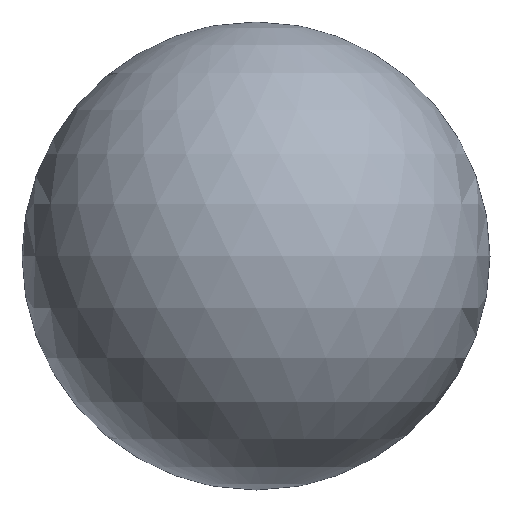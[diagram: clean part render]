
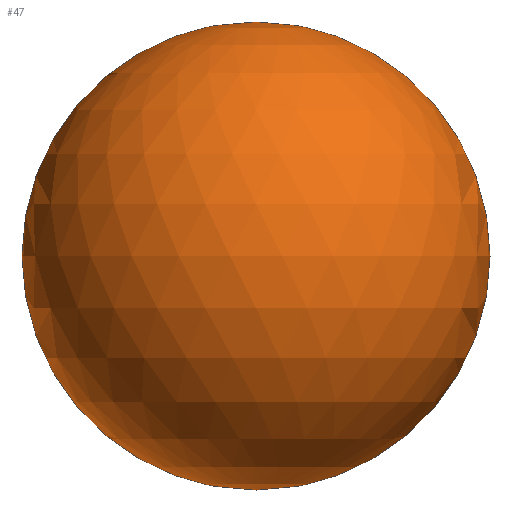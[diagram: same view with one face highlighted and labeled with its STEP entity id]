
A CAD part, front view. The second image highlights one B-rep face of the part: STEP entity #47.
In plain terms, the highlighted spherical face has radius 100 mm.
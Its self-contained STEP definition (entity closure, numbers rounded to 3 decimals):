
#47=ADVANCED_FACE('',(#51),#52,.T.);
#51=FACE_OUTER_BOUND('',#55,.T.);
#52=SPHERICAL_SURFACE('',#56,100.0);
#55=EDGE_LOOP('',(#62,#63));
#56=AXIS2_PLACEMENT_3D('',#64,#65,#66);
#62=ORIENTED_EDGE('',*,*,#67,.T.);
#63=ORIENTED_EDGE('',*,*,#68,.T.);
#64=CARTESIAN_POINT('',(0.0,0.0,0.0));
#65=DIRECTION('',(0.0,0.0,1.0));
#66=DIRECTION('',(1.0,0.0,0.0));
#67=EDGE_CURVE('',#69,#70,#71,.T.);
#68=EDGE_CURVE('',#70,#69,#72,.T.);
#69=VERTEX_POINT('',#73);
#70=VERTEX_POINT('',#74);
#71=CIRCLE('',#75,100.0);
#72=CIRCLE('',#76,100.0);
#73=CARTESIAN_POINT('',(0.,0.,-100.0));
#74=CARTESIAN_POINT('',(0.0,0.0,100.0));
#75=AXIS2_PLACEMENT_3D('',#77,#78,#79);
#76=AXIS2_PLACEMENT_3D('',#80,#81,#82);
#77=CARTESIAN_POINT('',(0.0,0.0,0.0));
#78=DIRECTION('',(0.,-1.0,0.0));
#79=DIRECTION('',(0.0,0.0,1.0));
#80=CARTESIAN_POINT('',(0.0,0.0,0.0));
#81=DIRECTION('',(0.,-1.0,0.0));
#82=DIRECTION('',(0.0,0.0,1.0));
